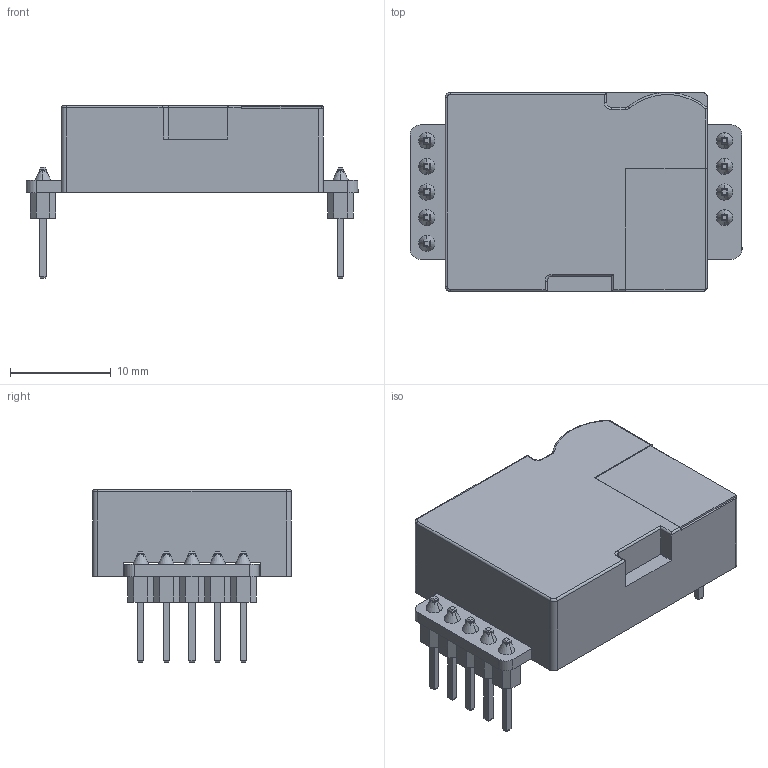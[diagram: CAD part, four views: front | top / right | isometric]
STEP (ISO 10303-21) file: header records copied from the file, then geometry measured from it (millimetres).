
FILE_DESCRIPTION(/* description */ ('','CAx-IF Rec.Pracs.---Representation and Presentation of Product Manufacturing Information (PMI)---4.0---2014-10-13'),/* implementation_level */ '2;1');
FILE_NAME(/* name */ 'MH-Z19C.step',/* time_stamp */ '2025-01-05T08:44:16+03:00',/* author */ (''),/* organization */ (''),/* preprocessor_version */ 'ST-DEVELOPER v20',/* originating_system */ 'Autodesk Translation Framework v13.20.0.188',/* authorisation */ '');
FILE_SCHEMA (('AP242_MANAGED_MODEL_BASED_3D_ENGINEERING_MIM_LF { 1 0 10303 442 1 1 4 }'));
Length unit declared in the file: millimetre
Products named in the file (15): Assembly; MH-Z19C-prt0; MH-Z19C-prt1; MH-Z19C-prt2; MH-Z19C-prt3; MH-Z19C-prt4; MH-Z19C-prt5; MH-Z19C-prt6; MH-Z19C-prt7; MH-Z19C-prt8; MH-Z19C-prt9; MH-Z19C-prt10; MH-Z19C-prt11; MH-Z19C-prt12; MH-Z19C-prt13
Assembly tree (14 placements, depth 2):
  Assembly
    MH-Z19C-prt0
    MH-Z19C-prt1
    MH-Z19C-prt2
    MH-Z19C-prt3
    MH-Z19C-prt4
    MH-Z19C-prt5
    MH-Z19C-prt6
    MH-Z19C-prt7
    MH-Z19C-prt8
    MH-Z19C-prt9
    MH-Z19C-prt10
    MH-Z19C-prt11
    MH-Z19C-prt12
    MH-Z19C-prt13
Bounding box: 32.9 x 19.7 x 17.1 mm (x, y, z)
Volume: 3408.7 mm3; surface area: 4010.6 mm2
Topology: 14 solids, 14 shells, 342 faces, 828 edges, 523 vertices
Faces by surface type: plane 282, cylinder 36, cone 18, torus 6
Full cylindrical faces by diameter (mm): 1 x9
Entity records: 10559 total; most frequent: CARTESIAN_POINT 1858, ORIENTED_EDGE 1656, DIRECTION 1607, EDGE_CURVE 828, LINE 679, VECTOR 679, VERTEX_POINT 523, AXIS2_PLACEMENT_3D 464
